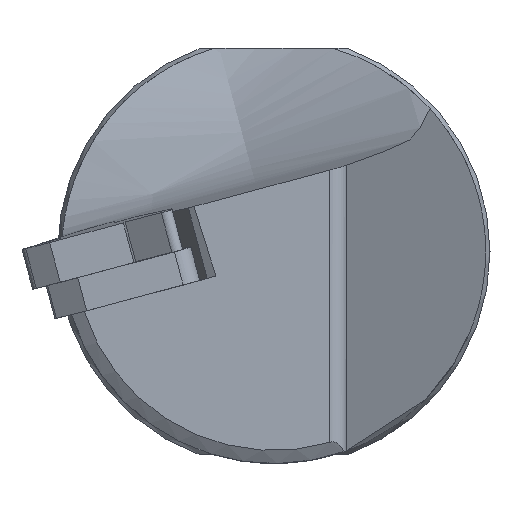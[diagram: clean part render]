
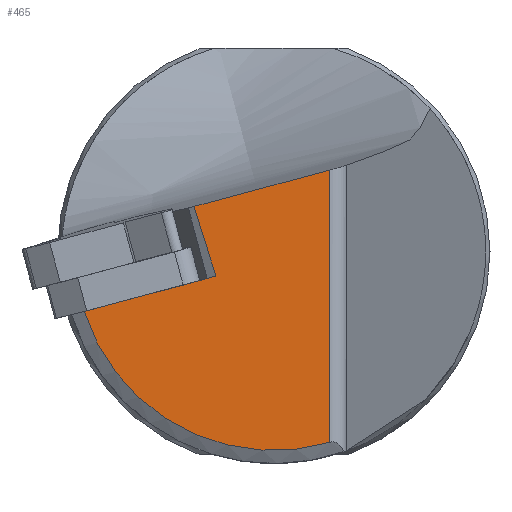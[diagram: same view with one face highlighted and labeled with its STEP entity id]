
A CAD part, left-side view. The second image highlights one B-rep face of the part: STEP entity #465.
In plain terms, the highlighted planar face has unit normal (-1, 0, 0).
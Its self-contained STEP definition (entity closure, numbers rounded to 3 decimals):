
#43=B_SPLINE_CURVE_WITH_KNOTS('',3,(#1789,#1790,#1791,#1792),
 .UNSPECIFIED.,.F.,.F.,(4,4),(0.,1.),.UNSPECIFIED.);
#465=ADVANCED_FACE('',(#546),#502,.T.);
#502=PLANE('',#1320);
#546=FACE_OUTER_BOUND('',#596,.T.);
#596=EDGE_LOOP('',(#812,#813,#814,#815,#816,#817));
#620=CIRCLE('',#1294,22.977);
#812=ORIENTED_EDGE('',*,*,#1073,.F.);
#813=ORIENTED_EDGE('',*,*,#1019,.F.);
#814=ORIENTED_EDGE('',*,*,#1074,.T.);
#815=ORIENTED_EDGE('',*,*,#1034,.T.);
#816=ORIENTED_EDGE('',*,*,#1072,.T.);
#817=ORIENTED_EDGE('',*,*,#1050,.F.);
#920=VERTEX_POINT('',#1670);
#921=VERTEX_POINT('',#1671);
#933=VERTEX_POINT('',#1718);
#934=VERTEX_POINT('',#1720);
#947=VERTEX_POINT('',#1788);
#948=VERTEX_POINT('',#1793);
#1019=EDGE_CURVE('',#920,#921,#1141,.T.);
#1034=EDGE_CURVE('',#934,#933,#620,.T.);
#1050=EDGE_CURVE('',#947,#948,#43,.T.);
#1072=EDGE_CURVE('',#933,#948,#1159,.T.);
#1073=EDGE_CURVE('',#921,#947,#1160,.T.);
#1074=EDGE_CURVE('',#920,#934,#1161,.T.);
#1141=LINE('',#1669,#1222);
#1159=LINE('',#2110,#1240);
#1160=LINE('',#2112,#1241);
#1161=LINE('',#2113,#1242);
#1222=VECTOR('',#1428,1.);
#1240=VECTOR('',#1508,1.);
#1241=VECTOR('',#1511,1.);
#1242=VECTOR('',#1512,1.);
#1294=AXIS2_PLACEMENT_3D('',#1719,#1450,#1451);
#1320=AXIS2_PLACEMENT_3D('',#2114,#1513,#1514);
#1428=DIRECTION('',(0.,-0.966,0.259));
#1450=DIRECTION('',(-1.,0.,0.));
#1451=DIRECTION('',(0.,1.,0.));
#1508=DIRECTION('',(0.,0.,1.));
#1511=DIRECTION('',(0.,0.302,0.953));
#1512=DIRECTION('',(0.,0.966,-0.259));
#1513=DIRECTION('',(-1.,0.,0.));
#1514=DIRECTION('',(0.,1.,0.));
#1669=CARTESIAN_POINT('',(0.62,-97.654,25.132));
#1670=CARTESIAN_POINT('',(0.62,9.33,-3.534));
#1671=CARTESIAN_POINT('',(0.62,6.685,-2.825));
#1718=CARTESIAN_POINT('',(0.62,-6.465,-22.048));
#1719=CARTESIAN_POINT('',(0.62,0.,0.));
#1720=CARTESIAN_POINT('',(0.62,21.914,-6.906));
#1788=CARTESIAN_POINT('',(0.62,9.237,5.221));
#1789=CARTESIAN_POINT('',(0.62,9.237,5.221));
#1790=CARTESIAN_POINT('',(0.62,4.003,6.624));
#1791=CARTESIAN_POINT('',(0.62,-1.231,8.026));
#1792=CARTESIAN_POINT('',(0.62,-6.465,9.429));
#1793=CARTESIAN_POINT('',(0.62,-6.465,9.429));
#2110=CARTESIAN_POINT('',(0.62,-6.465,489.364));
#2112=CARTESIAN_POINT('',(0.62,150.347,450.162));
#2113=CARTESIAN_POINT('',(0.62,-97.654,25.132));
#2114=CARTESIAN_POINT('',(0.62,26.736,489.364));
